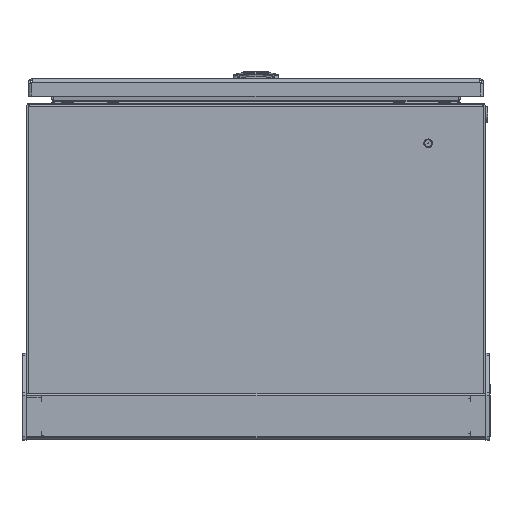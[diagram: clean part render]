
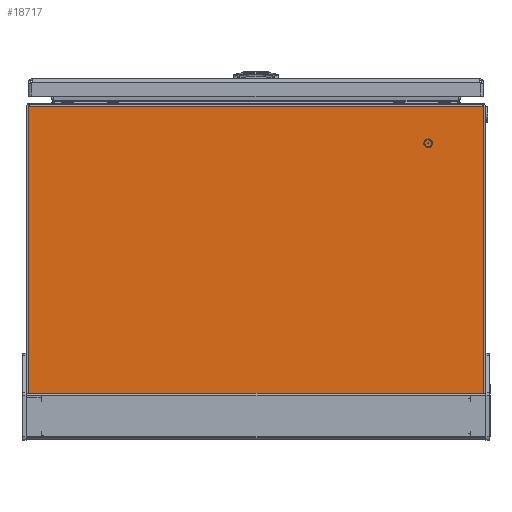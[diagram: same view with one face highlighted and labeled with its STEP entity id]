
A CAD part, left-side view. The second image highlights one B-rep face of the part: STEP entity #18717.
In plain terms, the highlighted planar face has unit normal (-1, 0, 0).
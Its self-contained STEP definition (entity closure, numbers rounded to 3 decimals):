
#183 = CARTESIAN_POINT ( 'NONE',  ( -300., 3183.5, 278.5 ) ) ;
#192 = PLANE ( 'NONE',  #45376 ) ;
#193 = DIRECTION ( 'NONE',  ( -1., 0., 0. ) ) ;
#194 = DIRECTION ( 'NONE',  ( 0., 0., -1. ) ) ;
#6028 = CARTESIAN_POINT ( 'NONE',  ( -300., -150., 244.7 ) ) ;
#6029 = CARTESIAN_POINT ( 'NONE',  ( -300., -150., 245.3 ) ) ;
#6198 = CARTESIAN_POINT ( 'NONE',  ( -300., 198.499, 276.502 ) ) ;
#6201 = CARTESIAN_POINT ( 'NONE',  ( -300., 198.499, 3. ) ) ;
#6202 = CARTESIAN_POINT ( 'NONE',  ( -300., -198.499, 276.502 ) ) ;
#6204 = CARTESIAN_POINT ( 'NONE',  ( -300., -198.499, 3. ) ) ;
#6206 = CARTESIAN_POINT ( 'NONE',  ( -300., 198.474, 277. ) ) ;
#6207 = CARTESIAN_POINT ( 'NONE',  ( -300., -198.474, 277. ) ) ;
#8482 = EDGE_LOOP ( 'NONE', ( #19919, #19918, #19917, #19916, #19915, #19914 ) ) ;
#8498 = CARTESIAN_POINT ( 'NONE',  ( -300., -150., 245. ) ) ;
#8501 = DIRECTION ( 'NONE',  ( -1., 0., 0. ) ) ;
#8502 = DIRECTION ( 'NONE',  ( 0., -1., 0. ) ) ;
#9183 = AXIS2_PLACEMENT_3D ( 'NONE', #8498, #8501, #8502 ) ;
#9297 = AXIS2_PLACEMENT_3D ( 'NONE', #11210, #11212, #11213 ) ;
#9298 = AXIS2_PLACEMENT_3D ( 'NONE', #11208, #11214, #11215 ) ;
#9300 = AXIS2_PLACEMENT_3D ( 'NONE', #11201, #11202, #11203 ) ;
#10098 = CIRCLE ( 'NONE', #9183, 0.3 ) ;
#10398 = VECTOR ( 'NONE', #11205, 1000. ) ;
#10406 = LINE ( 'NONE', #11204, #10398 ) ;
#10411 = LINE ( 'NONE', #11199, #10412 ) ;
#10412 = VECTOR ( 'NONE', #11200, 1000. ) ;
#10414 = CIRCLE ( 'NONE', #9300, 0.3 ) ;
#10418 = LINE ( 'NONE', #11216, #10419 ) ;
#10419 = VECTOR ( 'NONE', #11217, 1000. ) ;
#10420 = CIRCLE ( 'NONE', #9297, 5. ) ;
#10421 = LINE ( 'NONE', #11211, #10425 ) ;
#10422 = CIRCLE ( 'NONE', #9298, 5. ) ;
#10425 = VECTOR ( 'NONE', #11222, 1000. ) ;
#11199 = CARTESIAN_POINT ( 'NONE',  ( -300., 198.499, 278.5 ) ) ;
#11200 = DIRECTION ( 'NONE',  ( 0., 0., -1. ) ) ;
#11201 = CARTESIAN_POINT ( 'NONE',  ( -300., -150., 245. ) ) ;
#11202 = DIRECTION ( 'NONE',  ( -1., 0., 0. ) ) ;
#11203 = DIRECTION ( 'NONE',  ( 0., -1., 0. ) ) ;
#11204 = CARTESIAN_POINT ( 'NONE',  ( -300., -198.499, 278.5 ) ) ;
#11205 = DIRECTION ( 'NONE',  ( 0., 0., 1. ) ) ;
#11208 = CARTESIAN_POINT ( 'NONE',  ( -300., 193.499, 276.502 ) ) ;
#11210 = CARTESIAN_POINT ( 'NONE',  ( -300., -193.499, 276.502 ) ) ;
#11211 = CARTESIAN_POINT ( 'NONE',  ( -300., -2183.492, 277. ) ) ;
#11212 = DIRECTION ( 'NONE',  ( -1., 0., 0. ) ) ;
#11213 = DIRECTION ( 'NONE',  ( 0., -1., 0. ) ) ;
#11214 = DIRECTION ( 'NONE',  ( -1., 0., 0. ) ) ;
#11215 = DIRECTION ( 'NONE',  ( 0., -1., 0. ) ) ;
#11216 = CARTESIAN_POINT ( 'NONE',  ( -300., 3183.5, 3. ) ) ;
#11217 = DIRECTION ( 'NONE',  ( 0., -1., 0. ) ) ;
#11222 = DIRECTION ( 'NONE',  ( 0., 1., 0. ) ) ;
#18717 = ADVANCED_FACE ( 'NONE', ( #44954, #44950 ), #192, .T. ) ;
#19914 = ORIENTED_EDGE ( 'NONE', *, *, #32349, .T. ) ;
#19915 = ORIENTED_EDGE ( 'NONE', *, *, #32345, .T. ) ;
#19916 = ORIENTED_EDGE ( 'NONE', *, *, #32342, .T. ) ;
#19917 = ORIENTED_EDGE ( 'NONE', *, *, #32347, .T. ) ;
#19918 = ORIENTED_EDGE ( 'NONE', *, *, #32340, .T. ) ;
#19919 = ORIENTED_EDGE ( 'NONE', *, *, #32346, .T. ) ;
#19920 = ORIENTED_EDGE ( 'NONE', *, *, #32341, .F. ) ;
#19921 = ORIENTED_EDGE ( 'NONE', *, *, #32126, .F. ) ;
#24181 = EDGE_LOOP ( 'NONE', ( #19921, #19920 ) ) ;
#30398 = VERTEX_POINT ( 'NONE', #6028 ) ;
#30399 = VERTEX_POINT ( 'NONE', #6029 ) ;
#30570 = VERTEX_POINT ( 'NONE', #6198 ) ;
#30573 = VERTEX_POINT ( 'NONE', #6201 ) ;
#30574 = VERTEX_POINT ( 'NONE', #6202 ) ;
#30576 = VERTEX_POINT ( 'NONE', #6204 ) ;
#30578 = VERTEX_POINT ( 'NONE', #6206 ) ;
#30579 = VERTEX_POINT ( 'NONE', #6207 ) ;
#32126 = EDGE_CURVE ( 'NONE', #30398, #30399, #10098, .T. ) ;
#32340 = EDGE_CURVE ( 'NONE', #30570, #30573, #10411, .T. ) ;
#32341 = EDGE_CURVE ( 'NONE', #30399, #30398, #10414, .T. ) ;
#32342 = EDGE_CURVE ( 'NONE', #30576, #30574, #10406, .T. ) ;
#32345 = EDGE_CURVE ( 'NONE', #30574, #30579, #10420, .T. ) ;
#32346 = EDGE_CURVE ( 'NONE', #30578, #30570, #10422, .T. ) ;
#32347 = EDGE_CURVE ( 'NONE', #30573, #30576, #10418, .T. ) ;
#32349 = EDGE_CURVE ( 'NONE', #30579, #30578, #10421, .T. ) ;
#44950 = FACE_OUTER_BOUND ( 'NONE', #8482, .T. ) ;
#44954 = FACE_BOUND ( 'NONE', #24181, .T. ) ;
#45376 = AXIS2_PLACEMENT_3D ( 'NONE', #183, #193, #194 ) ;
